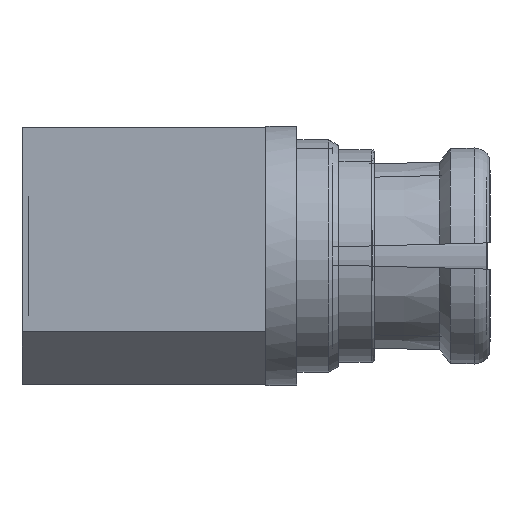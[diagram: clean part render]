
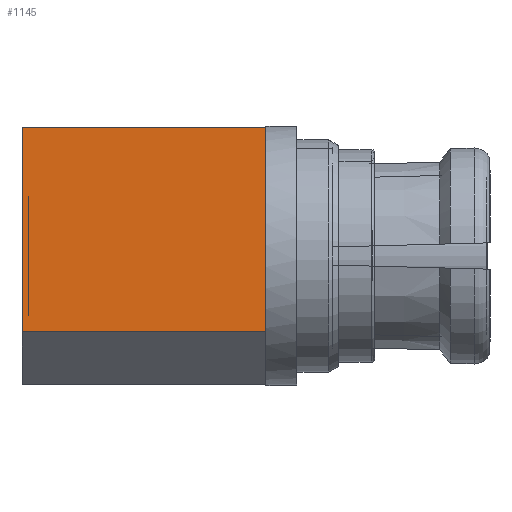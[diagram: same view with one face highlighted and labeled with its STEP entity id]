
A CAD part, left-side view. The second image highlights one B-rep face of the part: STEP entity #1145.
In plain terms, the highlighted face is planar.
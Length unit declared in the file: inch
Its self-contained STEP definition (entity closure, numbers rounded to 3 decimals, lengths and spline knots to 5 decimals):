
#297 = DIRECTION ( 'NONE',  ( 1., 0., 0. ) ) ;
#446 = AXIS2_PLACEMENT_3D ( 'NONE', #5539, #4582, #297 ) ;
#454 = CARTESIAN_POINT ( 'NONE',  ( -0.0689, 0.07874, -0.04528 ) ) ;
#743 = DIRECTION ( 'NONE',  ( 0., 0., 1. ) ) ;
#844 = VERTEX_POINT ( 'NONE', #4215 ) ;
#880 = CARTESIAN_POINT ( 'NONE',  ( 0.07677, 0.07874, -0.07677 ) ) ;
#1072 = VECTOR ( 'NONE', #743, 39.37008 ) ;
#1145 = ADVANCED_FACE ( 'NONE', ( #5073 ), #1215, .T. ) ;
#1215 = PLANE ( 'NONE',  #446 ) ;
#1302 = CARTESIAN_POINT ( 'NONE',  ( 0.07677, 0.07874, -0.04528 ) ) ;
#1535 = EDGE_CURVE ( 'NONE', #2248, #844, #5019, .T. ) ;
#1644 = VECTOR ( 'NONE', #1731, 39.37008 ) ;
#1731 = DIRECTION ( 'NONE',  ( 0., 0., -1. ) ) ;
#2248 = VERTEX_POINT ( 'NONE', #454 ) ;
#2295 = DIRECTION ( 'NONE',  ( -1., 0., 0. ) ) ;
#2346 = DIRECTION ( 'NONE',  ( 1., 0., 0. ) ) ;
#2624 = VERTEX_POINT ( 'NONE', #4126 ) ;
#2704 = EDGE_CURVE ( 'NONE', #844, #2624, #4714, .T. ) ;
#2806 = ORIENTED_EDGE ( 'NONE', *, *, #4299, .T. ) ;
#3265 = ORIENTED_EDGE ( 'NONE', *, *, #2704, .T. ) ;
#3266 = VECTOR ( 'NONE', #2346, 39.37008 ) ;
#3296 = ORIENTED_EDGE ( 'NONE', *, *, #3623, .T. ) ;
#3623 = EDGE_CURVE ( 'NONE', #2624, #4956, #5148, .T. ) ;
#4104 = CARTESIAN_POINT ( 'NONE',  ( 0.07677, 0.07874, -0.04528 ) ) ;
#4126 = CARTESIAN_POINT ( 'NONE',  ( 0.07677, 0.07874, 0.07677 ) ) ;
#4149 = VECTOR ( 'NONE', #2295, 39.37008 ) ;
#4215 = CARTESIAN_POINT ( 'NONE',  ( -0.0689, 0.07874, 0.07677 ) ) ;
#4299 = EDGE_CURVE ( 'NONE', #4956, #2248, #5562, .T. ) ;
#4498 = CARTESIAN_POINT ( 'NONE',  ( -0.0689, 0.07874, -0.07677 ) ) ;
#4582 = DIRECTION ( 'NONE',  ( 0., 1., 0. ) ) ;
#4714 = LINE ( 'NONE', #6027, #3266 ) ;
#4956 = VERTEX_POINT ( 'NONE', #4104 ) ;
#4992 = ORIENTED_EDGE ( 'NONE', *, *, #1535, .T. ) ;
#5019 = LINE ( 'NONE', #4498, #1072 ) ;
#5073 = FACE_OUTER_BOUND ( 'NONE', #5451, .T. ) ;
#5148 = LINE ( 'NONE', #880, #1644 ) ;
#5451 = EDGE_LOOP ( 'NONE', ( #2806, #4992, #3265, #3296 ) ) ;
#5539 = CARTESIAN_POINT ( 'NONE',  ( -0.0689, 0.07874, 0.07677 ) ) ;
#5562 = LINE ( 'NONE', #1302, #4149 ) ;
#6027 = CARTESIAN_POINT ( 'NONE',  ( -0.0689, 0.07874, 0.07677 ) ) ;
